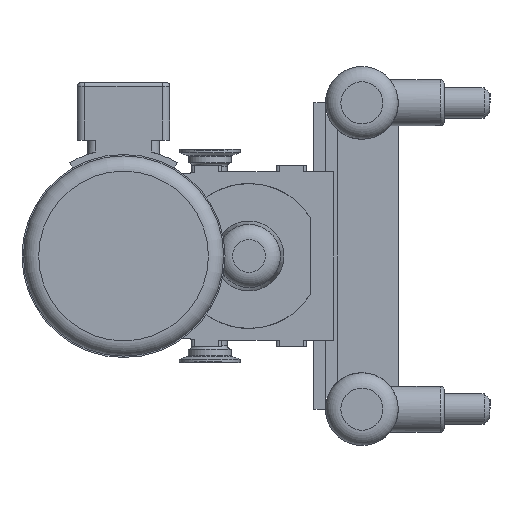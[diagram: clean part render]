
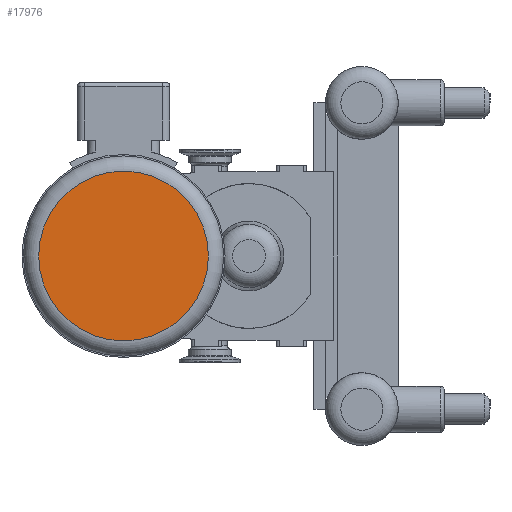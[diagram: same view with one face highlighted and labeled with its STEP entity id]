
A CAD part, left-side view. The second image highlights one B-rep face of the part: STEP entity #17976.
In plain terms, the highlighted planar face has unit normal (-1, 0, 0).
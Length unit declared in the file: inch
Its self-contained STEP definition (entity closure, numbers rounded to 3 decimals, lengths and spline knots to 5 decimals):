
#983=PLANE('',#19100);
#4570=FACE_OUTER_BOUND('',#5645,.T.);
#5645=EDGE_LOOP('',(#12855,#12856));
#6712=CIRCLE('',#19097,2.77);
#6713=CIRCLE('',#19098,2.77);
#7826=VERTEX_POINT('',#27573);
#7827=VERTEX_POINT('',#27575);
#9734=EDGE_CURVE('',#7826,#7827,#6712,.T.);
#9735=EDGE_CURVE('',#7827,#7826,#6713,.T.);
#12855=ORIENTED_EDGE('',*,*,#9735,.F.);
#12856=ORIENTED_EDGE('',*,*,#9734,.F.);
#17976=ADVANCED_FACE('',(#4570),#983,.T.);
#19097=AXIS2_PLACEMENT_3D('',#27576,#21476,#21477);
#19098=AXIS2_PLACEMENT_3D('',#27577,#21478,#21479);
#19100=AXIS2_PLACEMENT_3D('',#27579,#21482,#21483);
#21476=DIRECTION('center_axis',(1.,0.,0.));
#21477=DIRECTION('ref_axis',(0.,0.,
1.));
#21478=DIRECTION('center_axis',(1.,0.,0.));
#21479=DIRECTION('ref_axis',(0.,0.,
1.));
#21482=DIRECTION('center_axis',(-1.,0.,0.));
#21483=DIRECTION('ref_axis',(0.,1.,0.));
#27573=CARTESIAN_POINT('',(-30.432,5.583,0.));
#27575=CARTESIAN_POINT('',(-30.432,2.813,-2.77));
#27576=CARTESIAN_POINT('Origin',(-30.432,2.813,0.));
#27577=CARTESIAN_POINT('Origin',(-30.432,2.813,0.));
#27579=CARTESIAN_POINT('Origin',(-30.432,2.813,-3.27));
